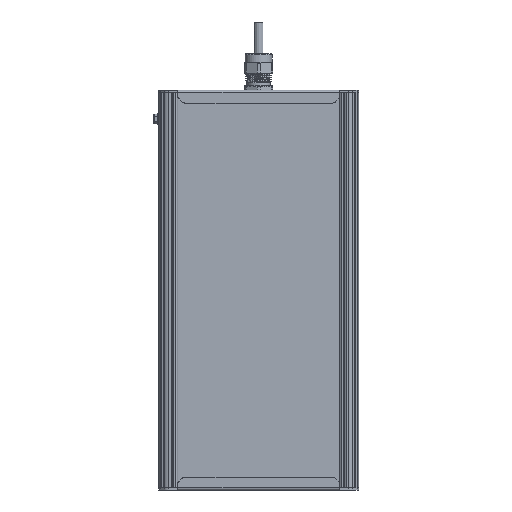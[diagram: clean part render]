
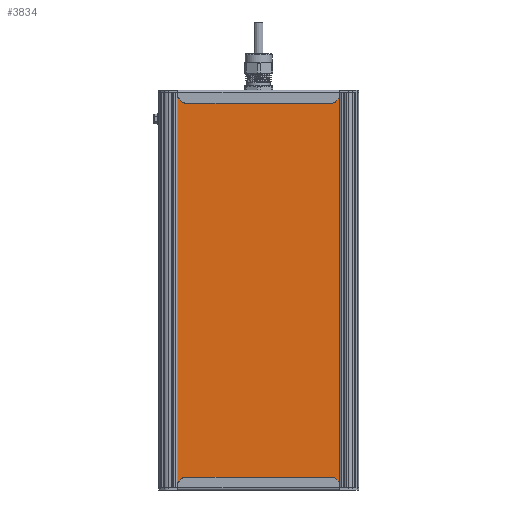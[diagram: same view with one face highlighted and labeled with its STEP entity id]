
A CAD part, front view. The second image highlights one B-rep face of the part: STEP entity #3834.
In plain terms, the highlighted face is planar.
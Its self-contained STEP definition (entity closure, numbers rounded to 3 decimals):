
#3834=ADVANCED_FACE('',(#10418),#10420,.T.);
#10418=FACE_BOUND('',#10419,.T.);
#10419=EDGE_LOOP('',(#41326,#41327,#41328,#41329));
#10420=PLANE('',#10421);
#10421=AXIS2_PLACEMENT_3D('',#10422,#10423,#10424);
#10422=CARTESIAN_POINT('',(2111.497,401.002,-34.582));
#10423=DIRECTION('',(0.,0.,-1.));
#10424=DIRECTION('',(0.,1.,0.));
#41326=ORIENTED_EDGE('',*,*,#47172,.F.);
#41327=ORIENTED_EDGE('',*,*,#47180,.F.);
#41328=ORIENTED_EDGE('',*,*,#47177,.T.);
#41329=ORIENTED_EDGE('',*,*,#47181,.F.);
#47172=EDGE_CURVE('',#51538,#51540,#51541,.T.);
#47177=EDGE_CURVE('',#51548,#51549,#51550,.T.);
#47180=EDGE_CURVE('',#51548,#51538,#51553,.T.);
#47181=EDGE_CURVE('',#51540,#51549,#51554,.T.);
#51538=VERTEX_POINT('',#60714);
#51540=VERTEX_POINT('',#60718);
#51541=LINE('',#60719,#60720);
#51548=VERTEX_POINT('',#60736);
#51549=VERTEX_POINT('',#60737);
#51550=LINE('',#60738,#60739);
#51553=LINE('',#60747,#60748);
#51554=LINE('',#60750,#60751);
#60714=CARTESIAN_POINT('',(2111.497,401.002,-34.582));
#60718=CARTESIAN_POINT('',(2482.497,401.002,-34.582));
#60719=CARTESIAN_POINT('',(2111.497,401.002,-34.582));
#60720=VECTOR('',#60721,1.);
#60721=DIRECTION('',(1.,0.,0.));
#60736=CARTESIAN_POINT('',(2111.497,565.13,-34.582));
#60737=CARTESIAN_POINT('',(2482.497,565.13,-34.582));
#60738=CARTESIAN_POINT('',(2111.497,565.13,-34.582));
#60739=VECTOR('',#60740,1.);
#60740=DIRECTION('',(1.,0.,0.));
#60747=CARTESIAN_POINT('',(2111.497,565.13,-34.582));
#60748=VECTOR('',#60749,1.);
#60749=DIRECTION('',(0.,-1.,0.));
#60750=CARTESIAN_POINT('',(2482.497,401.002,-34.582));
#60751=VECTOR('',#60752,1.);
#60752=DIRECTION('',(0.,1.,0.));
